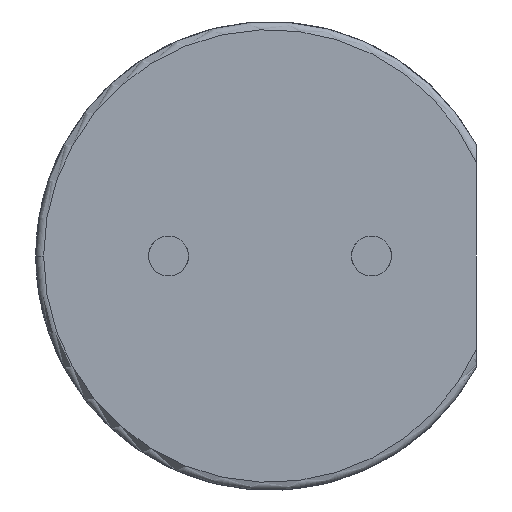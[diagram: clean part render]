
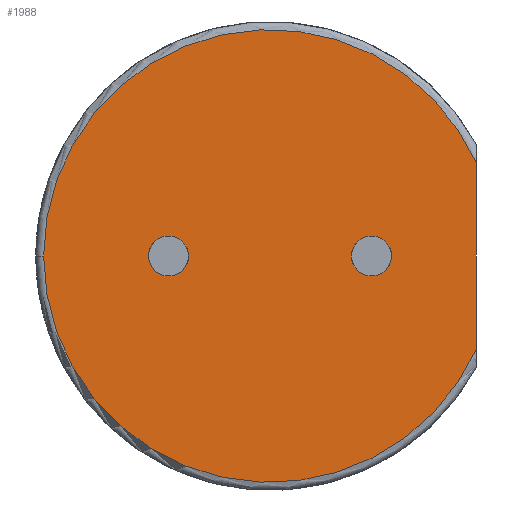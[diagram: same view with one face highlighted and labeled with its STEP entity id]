
A CAD part, front view. The second image highlights one B-rep face of the part: STEP entity #1988.
In plain terms, the highlighted planar face has unit normal (0, -1, 0).
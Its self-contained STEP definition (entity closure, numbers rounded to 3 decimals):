
#69 = DIRECTION ( 'NONE',  ( 0., -1., 0. ) ) ;
#126 = DIRECTION ( 'NONE',  ( 0., -1., 0. ) ) ;
#135 = ORIENTED_EDGE ( 'NONE', *, *, #2032, .T. ) ;
#346 = DIRECTION ( 'NONE',  ( 0., 1., 0. ) ) ;
#445 = CIRCLE ( 'NONE', #812, 2.834 ) ;
#448 = EDGE_LOOP ( 'NONE', ( #2526, #135, #543 ) ) ;
#543 = ORIENTED_EDGE ( 'NONE', *, *, #658, .T. ) ;
#657 = LINE ( 'NONE', #2459, #2069 ) ;
#658 = EDGE_CURVE ( 'NONE', #1186, #1067, #657, .T. ) ;
#681 = AXIS2_PLACEMENT_3D ( 'NONE', #2162, #126, #2523 ) ;
#801 = EDGE_CURVE ( 'NONE', #1067, #2061, #445, .T. ) ;
#812 = AXIS2_PLACEMENT_3D ( 'NONE', #1653, #69, #975 ) ;
#938 = CARTESIAN_POINT ( 'NONE',  ( 2.584, 25.3, 1.164 ) ) ;
#975 = DIRECTION ( 'NONE',  ( -1., 0., 0. ) ) ;
#1067 = VERTEX_POINT ( 'NONE', #938 ) ;
#1186 = VERTEX_POINT ( 'NONE', #2684 ) ;
#1271 = CARTESIAN_POINT ( 'NONE',  ( 0., 25.3, 0. ) ) ;
#1464 = CARTESIAN_POINT ( 'NONE',  ( -2.834, 25.3, 0. ) ) ;
#1578 = AXIS2_PLACEMENT_3D ( 'NONE', #1271, #346, #1721 ) ;
#1653 = CARTESIAN_POINT ( 'NONE',  ( 0., 25.3, 0. ) ) ;
#1721 = DIRECTION ( 'NONE',  ( -1., 0., 0. ) ) ;
#1939 = PLANE ( 'NONE',  #1578 ) ;
#1988 = ADVANCED_FACE ( 'NONE', ( #2562 ), #1939, .F. ) ;
#2032 = EDGE_CURVE ( 'NONE', #2061, #1186, #2536, .T. ) ;
#2061 = VERTEX_POINT ( 'NONE', #1464 ) ;
#2069 = VECTOR ( 'NONE', #2668, 1000. ) ;
#2162 = CARTESIAN_POINT ( 'NONE',  ( 0., 25.3, 0. ) ) ;
#2459 = CARTESIAN_POINT ( 'NONE',  ( 2.584, 25.3, 0. ) ) ;
#2523 = DIRECTION ( 'NONE',  ( -1., 0., 0. ) ) ;
#2526 = ORIENTED_EDGE ( 'NONE', *, *, #801, .T. ) ;
#2536 = CIRCLE ( 'NONE', #681, 2.834 ) ;
#2562 = FACE_OUTER_BOUND ( 'NONE', #448, .T. ) ;
#2668 = DIRECTION ( 'NONE',  ( 0., 0., 1. ) ) ;
#2684 = CARTESIAN_POINT ( 'NONE',  ( 2.584, 25.3, -1.164 ) ) ;
